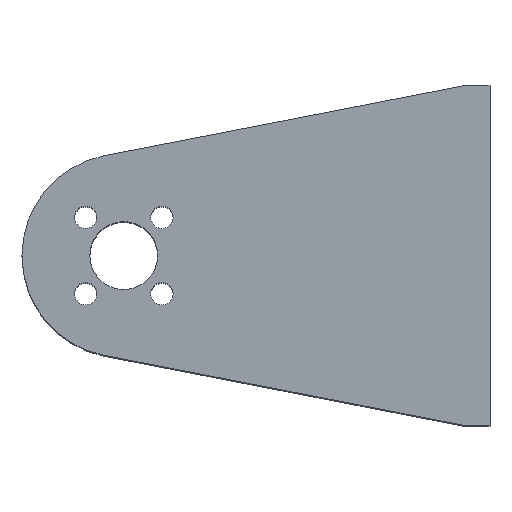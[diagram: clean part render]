
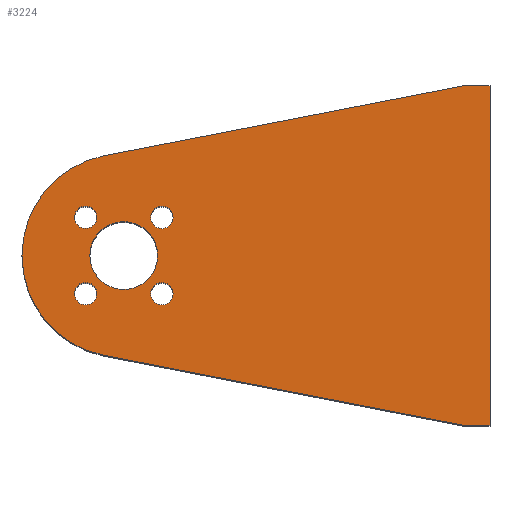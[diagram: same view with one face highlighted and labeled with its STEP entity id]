
A CAD part, top view. The second image highlights one B-rep face of the part: STEP entity #3224.
In plain terms, the highlighted planar face has unit normal (0, 0, 1).
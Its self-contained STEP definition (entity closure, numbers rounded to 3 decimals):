
#10 = CIRCLE ( 'NONE', #2476, 1.65 ) ;
#11 = LINE ( 'NONE', #940, #3249 ) ;
#30 = EDGE_CURVE ( 'NONE', #3214, #3348, #2049, .T. ) ;
#70 = ORIENTED_EDGE ( 'NONE', *, *, #890, .T. ) ;
#74 = AXIS2_PLACEMENT_3D ( 'NONE', #1487, #2079, #1526 ) ;
#93 = CARTESIAN_POINT ( 'NONE',  ( 4., 25., 39.5 ) ) ;
#106 = ORIENTED_EDGE ( 'NONE', *, *, #1895, .T. ) ;
#112 = EDGE_CURVE ( 'NONE', #2233, #1310, #1388, .T. ) ;
#115 = CARTESIAN_POINT ( 'NONE',  ( -44.375, 5.625, 39.5 ) ) ;
#145 = ORIENTED_EDGE ( 'NONE', *, *, #3735, .F. ) ;
#157 = EDGE_CURVE ( 'NONE', #390, #217, #763, .T. ) ;
#162 = EDGE_CURVE ( 'NONE', #3461, #1797, #3801, .T. ) ;
#188 = CARTESIAN_POINT ( 'NONE',  ( 0., 25., 39.5 ) ) ;
#206 = CARTESIAN_POINT ( 'NONE',  ( -50., 0., 39.5 ) ) ;
#217 = VERTEX_POINT ( 'NONE', #674 ) ;
#246 = CIRCLE ( 'NONE', #734, 15. ) ;
#280 = DIRECTION ( 'NONE',  ( 0.982, -0.191, 0. ) ) ;
#311 = CARTESIAN_POINT ( 'NONE',  ( -42.725, 5.625, 39.5 ) ) ;
#315 = ORIENTED_EDGE ( 'NONE', *, *, #2994, .F. ) ;
#330 = EDGE_CURVE ( 'NONE', #3773, #3177, #964, .T. ) ;
#382 = FACE_BOUND ( 'NONE', #2570, .T. ) ;
#390 = VERTEX_POINT ( 'NONE', #779 ) ;
#393 = CIRCLE ( 'NONE', #1867, 1.65 ) ;
#403 = CARTESIAN_POINT ( 'NONE',  ( -44.375, -5.625, 39.5 ) ) ;
#444 = DIRECTION ( 'NONE',  ( 1., 0., 0. ) ) ;
#496 = DIRECTION ( 'NONE',  ( 0., 0., 1. ) ) ;
#537 = DIRECTION ( 'NONE',  ( 0., 0., 1. ) ) ;
#566 = EDGE_CURVE ( 'NONE', #1077, #2417, #3415, .T. ) ;
#603 = CARTESIAN_POINT ( 'NONE',  ( 4., -25., 39.5 ) ) ;
#609 = LINE ( 'NONE', #2048, #2324 ) ;
#617 = CARTESIAN_POINT ( 'NONE',  ( -42.725, -5.625, 39.5 ) ) ;
#674 = CARTESIAN_POINT ( 'NONE',  ( -53.975, 5.625, 39.5 ) ) ;
#683 = EDGE_LOOP ( 'NONE', ( #3215, #1148 ) ) ;
#712 = EDGE_LOOP ( 'NONE', ( #1619, #1947 ) ) ;
#734 = AXIS2_PLACEMENT_3D ( 'NONE', #2513, #1891, #3368 ) ;
#759 = DIRECTION ( 'NONE',  ( 0., 0., 1. ) ) ;
#763 = CIRCLE ( 'NONE', #3738, 1.65 ) ;
#770 = EDGE_LOOP ( 'NONE', ( #2587, #1537 ) ) ;
#779 = CARTESIAN_POINT ( 'NONE',  ( -57.275, 5.625, 39.5 ) ) ;
#825 = DIRECTION ( 'NONE',  ( 1., 0., 0. ) ) ;
#839 = DIRECTION ( 'NONE',  ( 1., 0., 0. ) ) ;
#890 = EDGE_CURVE ( 'NONE', #2332, #3777, #11, .T. ) ;
#893 = CARTESIAN_POINT ( 'NONE',  ( -45., 0., 39.5 ) ) ;
#921 = PLANE ( 'NONE',  #74 ) ;
#940 = CARTESIAN_POINT ( 'NONE',  ( 4., 25., 39.5 ) ) ;
#948 = ORIENTED_EDGE ( 'NONE', *, *, #1601, .T. ) ;
#964 = CIRCLE ( 'NONE', #2504, 1.65 ) ;
#1010 = CIRCLE ( 'NONE', #1929, 1.65 ) ;
#1014 = CARTESIAN_POINT ( 'NONE',  ( -53.975, -5.625, 39.5 ) ) ;
#1077 = VERTEX_POINT ( 'NONE', #1014 ) ;
#1122 = DIRECTION ( 'NONE',  ( 0., -1., 0. ) ) ;
#1123 = ORIENTED_EDGE ( 'NONE', *, *, #566, .F. ) ;
#1148 = ORIENTED_EDGE ( 'NONE', *, *, #3157, .F. ) ;
#1234 = CARTESIAN_POINT ( 'NONE',  ( -44.375, -5.625, 39.5 ) ) ;
#1235 = EDGE_CURVE ( 'NONE', #1310, #2233, #3804, .T. ) ;
#1237 = DIRECTION ( 'NONE',  ( -1., 0., 0. ) ) ;
#1257 = AXIS2_PLACEMENT_3D ( 'NONE', #206, #496, #839 ) ;
#1310 = VERTEX_POINT ( 'NONE', #2347 ) ;
#1312 = CARTESIAN_POINT ( 'NONE',  ( -57.275, -5.625, 39.5 ) ) ;
#1388 = CIRCLE ( 'NONE', #2440, 1.65 ) ;
#1434 = CARTESIAN_POINT ( 'NONE',  ( 4., -25., 39.5 ) ) ;
#1487 = CARTESIAN_POINT ( 'NONE',  ( 4., -25., 39.5 ) ) ;
#1492 = ORIENTED_EDGE ( 'NONE', *, *, #2435, .F. ) ;
#1526 = DIRECTION ( 'NONE',  ( -1., 0., 0. ) ) ;
#1537 = ORIENTED_EDGE ( 'NONE', *, *, #330, .F. ) ;
#1540 = DIRECTION ( 'NONE',  ( 1., 0., 0. ) ) ;
#1575 = AXIS2_PLACEMENT_3D ( 'NONE', #1768, #3570, #1807 ) ;
#1599 = AXIS2_PLACEMENT_3D ( 'NONE', #403, #759, #3126 ) ;
#1601 = EDGE_CURVE ( 'NONE', #3437, #3214, #246, .T. ) ;
#1619 = ORIENTED_EDGE ( 'NONE', *, *, #112, .F. ) ;
#1768 = CARTESIAN_POINT ( 'NONE',  ( -50., 0., 39.5 ) ) ;
#1797 = VERTEX_POINT ( 'NONE', #3198 ) ;
#1807 = DIRECTION ( 'NONE',  ( 1., 0., 0. ) ) ;
#1829 = FACE_BOUND ( 'NONE', #770, .T. ) ;
#1867 = AXIS2_PLACEMENT_3D ( 'NONE', #115, #2125, #3639 ) ;
#1891 = DIRECTION ( 'NONE',  ( 0., 0., 1. ) ) ;
#1895 = EDGE_CURVE ( 'NONE', #3777, #3437, #609, .T. ) ;
#1897 = LINE ( 'NONE', #3703, #3204 ) ;
#1929 = AXIS2_PLACEMENT_3D ( 'NONE', #3099, #3382, #444 ) ;
#1947 = ORIENTED_EDGE ( 'NONE', *, *, #1235, .F. ) ;
#2048 = CARTESIAN_POINT ( 'NONE',  ( -52.862, 14.724, 39.5 ) ) ;
#2049 = LINE ( 'NONE', #2323, #2626 ) ;
#2079 = DIRECTION ( 'NONE',  ( 0., 0., -1. ) ) ;
#2116 = FACE_OUTER_BOUND ( 'NONE', #3477, .T. ) ;
#2125 = DIRECTION ( 'NONE',  ( 0., 0., 1. ) ) ;
#2173 = AXIS2_PLACEMENT_3D ( 'NONE', #3250, #2193, #3039 ) ;
#2193 = DIRECTION ( 'NONE',  ( 0., 0., 1. ) ) ;
#2217 = CARTESIAN_POINT ( 'NONE',  ( -46.025, 5.625, 39.5 ) ) ;
#2233 = VERTEX_POINT ( 'NONE', #617 ) ;
#2251 = DIRECTION ( 'NONE',  ( 1., 0., 0. ) ) ;
#2323 = CARTESIAN_POINT ( 'NONE',  ( 0., -25., 39.5 ) ) ;
#2324 = VECTOR ( 'NONE', #3605, 1000. ) ;
#2327 = CARTESIAN_POINT ( 'NONE',  ( -55.625, 5.625, 39.5 ) ) ;
#2332 = VERTEX_POINT ( 'NONE', #93 ) ;
#2347 = CARTESIAN_POINT ( 'NONE',  ( -46.025, -5.625, 39.5 ) ) ;
#2393 = CARTESIAN_POINT ( 'NONE',  ( -52.862, -14.724, 39.5 ) ) ;
#2417 = VERTEX_POINT ( 'NONE', #1312 ) ;
#2435 = EDGE_CURVE ( 'NONE', #3445, #3348, #1897, .T. ) ;
#2440 = AXIS2_PLACEMENT_3D ( 'NONE', #1234, #3592, #3805 ) ;
#2446 = CARTESIAN_POINT ( 'NONE',  ( -52.862, 14.724, 39.5 ) ) ;
#2476 = AXIS2_PLACEMENT_3D ( 'NONE', #3770, #3480, #825 ) ;
#2504 = AXIS2_PLACEMENT_3D ( 'NONE', #3146, #537, #2251 ) ;
#2513 = CARTESIAN_POINT ( 'NONE',  ( -50., 0., 39.5 ) ) ;
#2570 = EDGE_LOOP ( 'NONE', ( #1123, #145 ) ) ;
#2576 = EDGE_LOOP ( 'NONE', ( #315, #2798 ) ) ;
#2587 = ORIENTED_EDGE ( 'NONE', *, *, #3617, .F. ) ;
#2601 = CIRCLE ( 'NONE', #1257, 5. ) ;
#2626 = VECTOR ( 'NONE', #280, 1000. ) ;
#2641 = ORIENTED_EDGE ( 'NONE', *, *, #30, .T. ) ;
#2798 = ORIENTED_EDGE ( 'NONE', *, *, #157, .F. ) ;
#2922 = LINE ( 'NONE', #603, #3289 ) ;
#2931 = EDGE_CURVE ( 'NONE', #2332, #3445, #2922, .T. ) ;
#2976 = DIRECTION ( 'NONE',  ( 0., 0., 1. ) ) ;
#2994 = EDGE_CURVE ( 'NONE', #217, #390, #10, .T. ) ;
#3039 = DIRECTION ( 'NONE',  ( 1., 0., 0. ) ) ;
#3073 = CARTESIAN_POINT ( 'NONE',  ( 0., -25., 39.5 ) ) ;
#3099 = CARTESIAN_POINT ( 'NONE',  ( -55.625, -5.625, 39.5 ) ) ;
#3126 = DIRECTION ( 'NONE',  ( 1., 0., 0. ) ) ;
#3146 = CARTESIAN_POINT ( 'NONE',  ( -44.375, 5.625, 39.5 ) ) ;
#3157 = EDGE_CURVE ( 'NONE', #1797, #3461, #2601, .T. ) ;
#3177 = VERTEX_POINT ( 'NONE', #311 ) ;
#3198 = CARTESIAN_POINT ( 'NONE',  ( -55., 0., 39.5 ) ) ;
#3204 = VECTOR ( 'NONE', #3412, 1000. ) ;
#3214 = VERTEX_POINT ( 'NONE', #2393 ) ;
#3215 = ORIENTED_EDGE ( 'NONE', *, *, #162, .F. ) ;
#3224 = ADVANCED_FACE ( 'NONE', ( #2116, #382, #3574, #1829, #3531, #3306 ), #921, .F. ) ;
#3234 = ORIENTED_EDGE ( 'NONE', *, *, #2931, .F. ) ;
#3249 = VECTOR ( 'NONE', #1237, 1000. ) ;
#3250 = CARTESIAN_POINT ( 'NONE',  ( -55.625, -5.625, 39.5 ) ) ;
#3289 = VECTOR ( 'NONE', #1122, 1000. ) ;
#3306 = FACE_BOUND ( 'NONE', #683, .T. ) ;
#3348 = VERTEX_POINT ( 'NONE', #3073 ) ;
#3368 = DIRECTION ( 'NONE',  ( 1., 0., 0. ) ) ;
#3382 = DIRECTION ( 'NONE',  ( 0., 0., 1. ) ) ;
#3412 = DIRECTION ( 'NONE',  ( -1., 0., 0. ) ) ;
#3415 = CIRCLE ( 'NONE', #2173, 1.65 ) ;
#3437 = VERTEX_POINT ( 'NONE', #2446 ) ;
#3445 = VERTEX_POINT ( 'NONE', #1434 ) ;
#3461 = VERTEX_POINT ( 'NONE', #893 ) ;
#3477 = EDGE_LOOP ( 'NONE', ( #70, #106, #948, #2641, #1492, #3234 ) ) ;
#3480 = DIRECTION ( 'NONE',  ( 0., 0., 1. ) ) ;
#3531 = FACE_BOUND ( 'NONE', #2576, .T. ) ;
#3570 = DIRECTION ( 'NONE',  ( 0., 0., 1. ) ) ;
#3574 = FACE_BOUND ( 'NONE', #712, .T. ) ;
#3592 = DIRECTION ( 'NONE',  ( 0., 0., 1. ) ) ;
#3605 = DIRECTION ( 'NONE',  ( -0.982, -0.191, 0. ) ) ;
#3617 = EDGE_CURVE ( 'NONE', #3177, #3773, #393, .T. ) ;
#3639 = DIRECTION ( 'NONE',  ( 1., 0., 0. ) ) ;
#3703 = CARTESIAN_POINT ( 'NONE',  ( 4., -25., 39.5 ) ) ;
#3735 = EDGE_CURVE ( 'NONE', #2417, #1077, #1010, .T. ) ;
#3738 = AXIS2_PLACEMENT_3D ( 'NONE', #2327, #2976, #1540 ) ;
#3770 = CARTESIAN_POINT ( 'NONE',  ( -55.625, 5.625, 39.5 ) ) ;
#3773 = VERTEX_POINT ( 'NONE', #2217 ) ;
#3777 = VERTEX_POINT ( 'NONE', #188 ) ;
#3801 = CIRCLE ( 'NONE', #1575, 5. ) ;
#3804 = CIRCLE ( 'NONE', #1599, 1.65 ) ;
#3805 = DIRECTION ( 'NONE',  ( 1., 0., 0. ) ) ;
